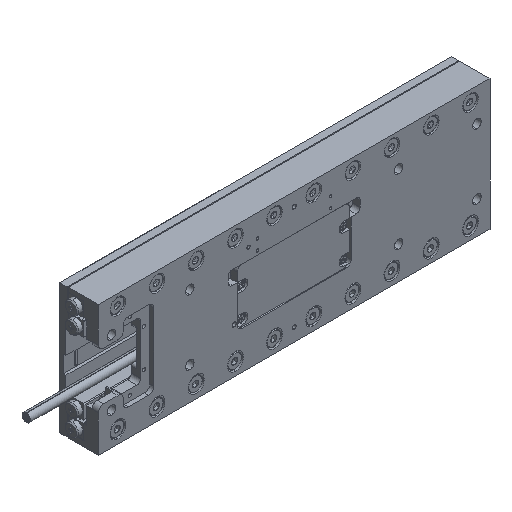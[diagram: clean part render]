
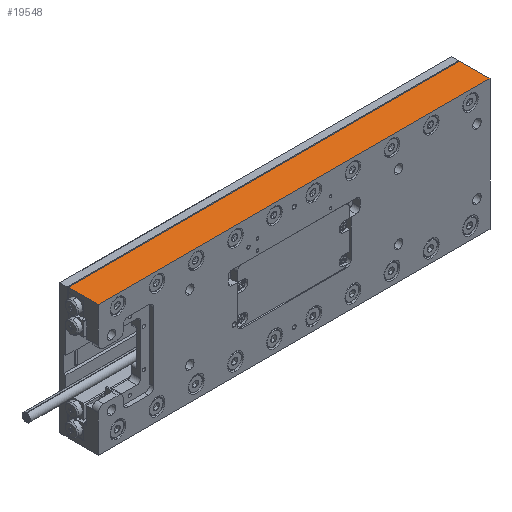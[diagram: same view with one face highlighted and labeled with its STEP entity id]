
A CAD part, isometric view. The second image highlights one B-rep face of the part: STEP entity #19548.
In plain terms, the highlighted planar face has unit normal (0, 0, 1).
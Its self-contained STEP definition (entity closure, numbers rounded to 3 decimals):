
#3048 = DIRECTION ( 'NONE',  ( 1., 0., 0. ) ) ;
#3255 = VECTOR ( 'NONE', #48400, 1000. ) ;
#4451 = ORIENTED_EDGE ( 'NONE', *, *, #32902, .F. ) ;
#5356 = DIRECTION ( 'NONE',  ( 0., -1., 0. ) ) ;
#6988 = VERTEX_POINT ( 'NONE', #32036 ) ;
#7046 = EDGE_LOOP ( 'NONE', ( #74546, #4451, #80968, #22023 ) ) ;
#9295 = CARTESIAN_POINT ( 'NONE',  ( -75., 0., 25. ) ) ;
#13582 = DIRECTION ( 'NONE',  ( 0., 0., -1. ) ) ;
#13679 = AXIS2_PLACEMENT_3D ( 'NONE', #44924, #13582, #31972 ) ;
#19548 = ADVANCED_FACE ( 'NONE', ( #77970 ), #20673, .F. ) ;
#20673 = PLANE ( 'NONE',  #13679 ) ;
#21113 = CARTESIAN_POINT ( 'NONE',  ( 75., 0., 25. ) ) ;
#22023 = ORIENTED_EDGE ( 'NONE', *, *, #65367, .T. ) ;
#25348 = VECTOR ( 'NONE', #5356, 1000. ) ;
#27470 = VERTEX_POINT ( 'NONE', #21113 ) ;
#31972 = DIRECTION ( 'NONE',  ( -1., 0., 0. ) ) ;
#32036 = CARTESIAN_POINT ( 'NONE',  ( -75., 0., 25. ) ) ;
#32902 = EDGE_CURVE ( 'NONE', #53559, #27470, #34369, .T. ) ;
#34369 = LINE ( 'NONE', #72394, #25348 ) ;
#36630 = LINE ( 'NONE', #62947, #57614 ) ;
#42532 = LINE ( 'NONE', #80618, #3255 ) ;
#42878 = CARTESIAN_POINT ( 'NONE',  ( -75., 11.5, 25. ) ) ;
#44924 = CARTESIAN_POINT ( 'NONE',  ( -75., 5.5, 25. ) ) ;
#48400 = DIRECTION ( 'NONE',  ( 1., 0., 0. ) ) ;
#49477 = EDGE_CURVE ( 'NONE', #6988, #27470, #66571, .T. ) ;
#52449 = VERTEX_POINT ( 'NONE', #42878 ) ;
#53559 = VERTEX_POINT ( 'NONE', #71648 ) ;
#55833 = DIRECTION ( 'NONE',  ( 0., -1., 0. ) ) ;
#57614 = VECTOR ( 'NONE', #55833, 1000. ) ;
#62947 = CARTESIAN_POINT ( 'NONE',  ( -75., 5.5, 25. ) ) ;
#65367 = EDGE_CURVE ( 'NONE', #52449, #6988, #36630, .T. ) ;
#66571 = LINE ( 'NONE', #9295, #74770 ) ;
#71648 = CARTESIAN_POINT ( 'NONE',  ( 75., 11.5, 25. ) ) ;
#72394 = CARTESIAN_POINT ( 'NONE',  ( 75., 5.5, 25. ) ) ;
#73225 = EDGE_CURVE ( 'NONE', #52449, #53559, #42532, .T. ) ;
#74546 = ORIENTED_EDGE ( 'NONE', *, *, #49477, .T. ) ;
#74770 = VECTOR ( 'NONE', #3048, 1000. ) ;
#77970 = FACE_OUTER_BOUND ( 'NONE', #7046, .T. ) ;
#80618 = CARTESIAN_POINT ( 'NONE',  ( -81.357, 11.5, 25. ) ) ;
#80968 = ORIENTED_EDGE ( 'NONE', *, *, #73225, .F. ) ;
